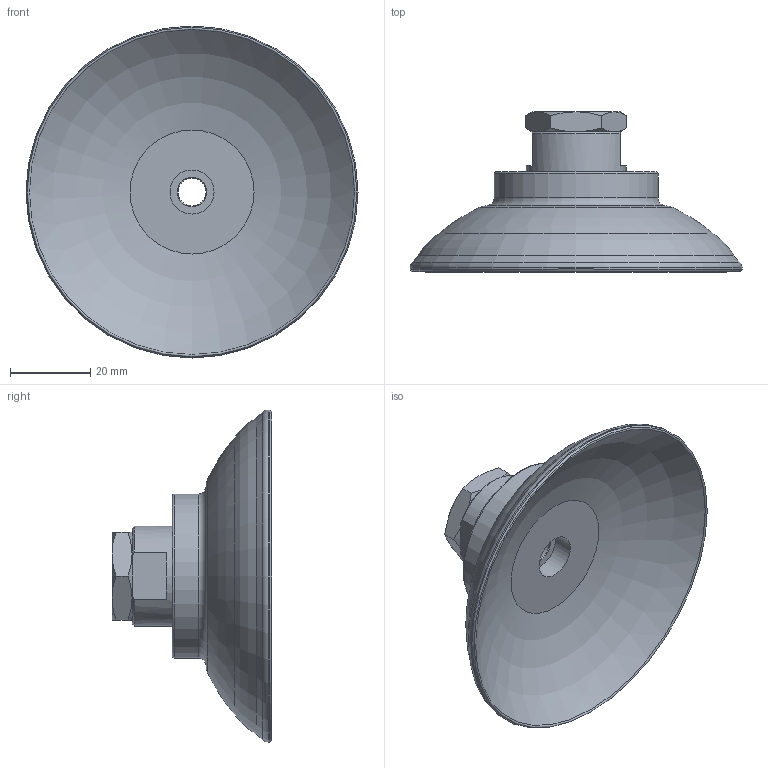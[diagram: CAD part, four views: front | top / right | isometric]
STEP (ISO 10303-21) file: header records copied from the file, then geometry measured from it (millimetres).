
FILE_DESCRIPTION(/* description */ ('STEP AP214'),/* implementation_level */ '2;1');
FILE_NAME(/* name */ '8073833_OGVM-80-G-N-G14F',/* time_stamp */ '2024-09-13T10:33:52+02:00',/* author */ ('License CC BY-ND 4.0'),/* organization */ ('CADENAS'),/* preprocessor_version */ 'ST-DEVELOPER v19.3',/* originating_system */ 'PARTsolutions',/* authorisation */ ' ');
FILE_SCHEMA (('AUTOMOTIVE_DESIGN {1 0 10303 214 3 1 1}'));
Length unit declared in the file: millimetre
Products named in the file (1): 8073833 OGVM-80-G-N-G14F---(high)
Bounding box: 83 x 40 x 83 mm (x, y, z)
Volume: 37263.8 mm3; surface area: 16171.7 mm2
Topology: 1 solids, 1 shells, 50 faces, 108 edges, 63 vertices
Faces by surface type: cone 19, plane 17, torus 8, cylinder 6
Full cylindrical faces by diameter (mm): 7 x1, 11 x1, 11.445 x1, 25 x1, 41 x1, 83 x1
Entity records: 1288 total; most frequent: CARTESIAN_POINT 283, DIRECTION 204, ORIENTED_EDGE 174, AXIS2_PLACEMENT_3D 94, EDGE_CURVE 87, EDGE_LOOP 74, FACE_BOUND 74, VERTEX_POINT 61
